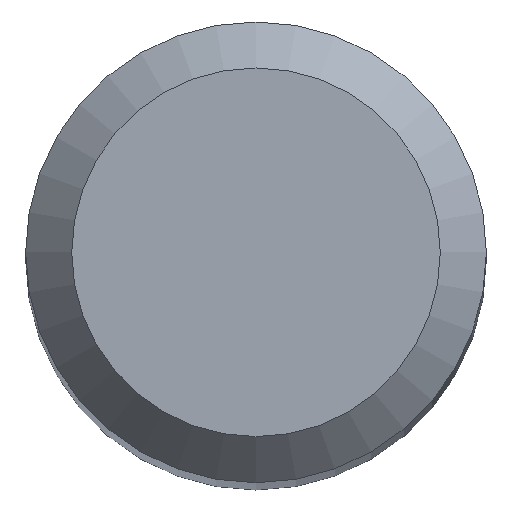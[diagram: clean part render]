
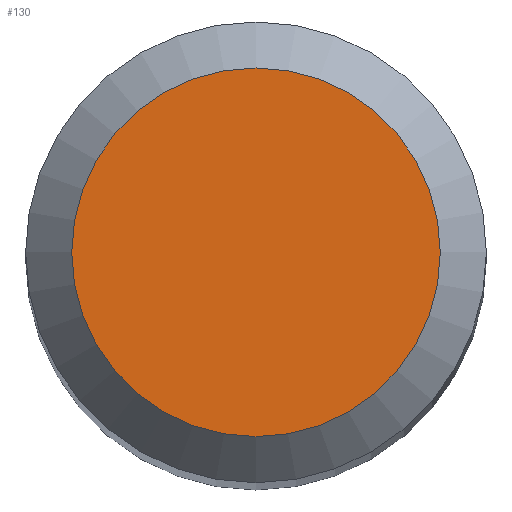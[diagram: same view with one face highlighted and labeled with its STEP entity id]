
A CAD part, top view. The second image highlights one B-rep face of the part: STEP entity #130.
In plain terms, the highlighted planar face has unit normal (0, 0, 1).
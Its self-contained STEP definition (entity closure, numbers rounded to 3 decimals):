
#16 = EDGE_CURVE ( 'NONE', #267, #267, #174, .T. ) ;
#22 = DIRECTION ( 'NONE',  ( 0., 0., -1. ) ) ;
#28 = ORIENTED_EDGE ( 'NONE', *, *, #16, .F. ) ;
#54 = DIRECTION ( 'NONE',  ( 0., 1., 0. ) ) ;
#58 = DIRECTION ( 'NONE',  ( 0., 0., -1. ) ) ;
#62 = CARTESIAN_POINT ( 'NONE',  ( 0., 0., 50. ) ) ;
#130 = ADVANCED_FACE ( 'NONE', ( #250 ), #288, .F. ) ;
#149 = AXIS2_PLACEMENT_3D ( 'NONE', #62, #58, #292 ) ;
#152 = EDGE_LOOP ( 'NONE', ( #28 ) ) ;
#166 = CARTESIAN_POINT ( 'NONE',  ( 0., 0., 50. ) ) ;
#174 = CIRCLE ( 'NONE', #210, 1.2 ) ;
#210 = AXIS2_PLACEMENT_3D ( 'NONE', #166, #22, #54 ) ;
#247 = CARTESIAN_POINT ( 'NONE',  ( 0., 1.2, 50. ) ) ;
#250 = FACE_OUTER_BOUND ( 'NONE', #152, .T. ) ;
#267 = VERTEX_POINT ( 'NONE', #247 ) ;
#288 = PLANE ( 'NONE',  #149 ) ;
#292 = DIRECTION ( 'NONE',  ( 0., 1., 0. ) ) ;
